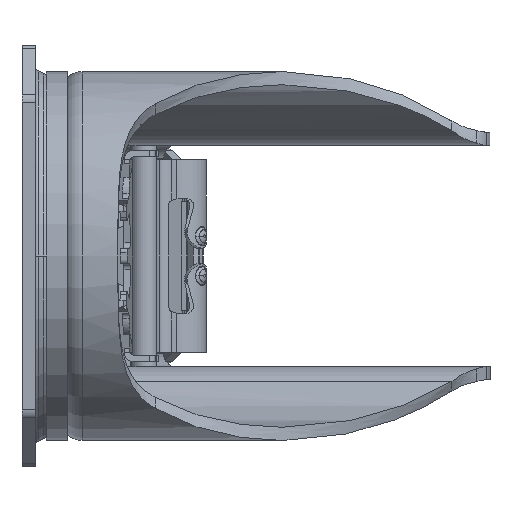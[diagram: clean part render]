
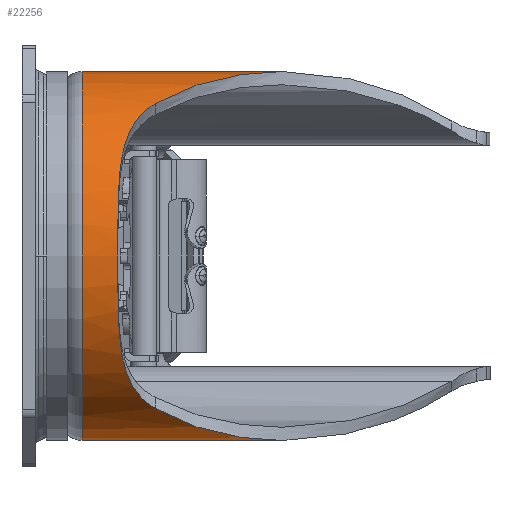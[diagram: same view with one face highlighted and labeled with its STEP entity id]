
A CAD part, left-side view. The second image highlights one B-rep face of the part: STEP entity #22256.
In plain terms, the highlighted cylindrical face has radius 35 mm (diameter 70 mm), a partial arc.
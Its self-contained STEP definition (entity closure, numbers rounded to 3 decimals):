
#34 = CARTESIAN_POINT ( 'NONE',  ( 0., -110.94, 35. ) ) ;
#115 = CARTESIAN_POINT ( 'NONE',  ( 0., -11.414, 0. ) ) ;
#246 = ORIENTED_EDGE ( 'NONE', *, *, #3674, .F. ) ;
#523 = DIRECTION ( 'NONE',  ( 0., 1., 0. ) ) ;
#633 = EDGE_LOOP ( 'NONE', ( #19946, #22343, #14779, #23513, #246, #25607, #1084 ) ) ;
#1084 = ORIENTED_EDGE ( 'NONE', *, *, #23184, .F. ) ;
#1129 = CARTESIAN_POINT ( 'NONE',  ( -27.293, -19.711, 21.972 ) ) ;
#1700 = AXIS2_PLACEMENT_3D ( 'NONE', #25100, #523, #11857 ) ;
#1995 = VERTEX_POINT ( 'NONE', #25313 ) ;
#2314 = CARTESIAN_POINT ( 'NONE',  ( -25.466, -20.575, -24.064 ) ) ;
#2704 = CARTESIAN_POINT ( 'NONE',  ( -16.516, -29.094, -30.917 ) ) ;
#3153 = EDGE_CURVE ( 'NONE', #3160, #10644, #27744, .T. ) ;
#3160 = VERTEX_POINT ( 'NONE', #17241 ) ;
#3195 = VERTEX_POINT ( 'NONE', #12899 ) ;
#3390 = VERTEX_POINT ( 'NONE', #19997 ) ;
#3450 = CARTESIAN_POINT ( 'NONE',  ( -19.742, -25.27, -28.901 ) ) ;
#3674 = EDGE_CURVE ( 'NONE', #9955, #6307, #25235, .T. ) ;
#4055 = CARTESIAN_POINT ( 'NONE',  ( -23.512, -21.77, -25.972 ) ) ;
#4080 = AXIS2_PLACEMENT_3D ( 'NONE', #115, #11013, #10740 ) ;
#4479 = CARTESIAN_POINT ( 'NONE',  ( -27.315, -19.702, -21.945 ) ) ;
#5347 = CARTESIAN_POINT ( 'NONE',  ( -19.742, -25.27, 28.901 ) ) ;
#5918 = EDGE_CURVE ( 'NONE', #3195, #9955, #27402, .T. ) ;
#6307 = VERTEX_POINT ( 'NONE', #16914 ) ;
#6711 = CARTESIAN_POINT ( 'NONE',  ( -11.361, -35.318, -33.151 ) ) ;
#7060 = FACE_OUTER_BOUND ( 'NONE', #633, .T. ) ;
#7156 = CARTESIAN_POINT ( 'NONE',  ( -7.921, -39.544, -34.141 ) ) ;
#7633 = CARTESIAN_POINT ( 'NONE',  ( -21.549, -23.326, 27.615 ) ) ;
#8129 = CARTESIAN_POINT ( 'NONE',  ( -18.154, -27.144, 29.986 ) ) ;
#9715 = EDGE_CURVE ( 'NONE', #3390, #3160, #19955, .T. ) ;
#9955 = VERTEX_POINT ( 'NONE', #20573 ) ;
#10118 = CARTESIAN_POINT ( 'NONE',  ( -33.282, -18.264, 11.02 ) ) ;
#10464 = CARTESIAN_POINT ( 'NONE',  ( 0., -49.511, 35. ) ) ;
#10644 = VERTEX_POINT ( 'NONE', #23031 ) ;
#10740 = DIRECTION ( 'NONE',  ( 0., 0., 1. ) ) ;
#11013 = DIRECTION ( 'NONE',  ( 0., -1., 0. ) ) ;
#11725 = CARTESIAN_POINT ( 'NONE',  ( -35., -18.2, 0. ) ) ;
#11857 = DIRECTION ( 'NONE',  ( 0., 0., -1. ) ) ;
#11863 = CARTESIAN_POINT ( 'NONE',  ( -34.862, -18.199, 3.804 ) ) ;
#11999 = CARTESIAN_POINT ( 'NONE',  ( -20.327, -24.58, 28.501 ) ) ;
#12398 = CARTESIAN_POINT ( 'NONE',  ( -21.552, -23.322, -27.612 ) ) ;
#12899 = CARTESIAN_POINT ( 'NONE',  ( -35., -18.2, 0. ) ) ;
#13163 = CYLINDRICAL_SURFACE ( 'NONE', #1700, 35. ) ;
#13829 = CARTESIAN_POINT ( 'NONE',  ( -13.12, -33.181, -32.5 ) ) ;
#14175 = CARTESIAN_POINT ( 'NONE',  ( -32.047, -18.404, 14.2 ) ) ;
#14287 = EDGE_CURVE ( 'NONE', #3390, #1995, #24035, .T. ) ;
#14326 = CARTESIAN_POINT ( 'NONE',  ( -23.498, -21.78, 25.984 ) ) ;
#14464 = CARTESIAN_POINT ( 'NONE',  ( -25.443, -20.587, 24.087 ) ) ;
#14779 = ORIENTED_EDGE ( 'NONE', *, *, #3153, .T. ) ;
#15241 = CARTESIAN_POINT ( 'NONE',  ( -4.569, -43.706, 34.814 ) ) ;
#16914 = CARTESIAN_POINT ( 'NONE',  ( 0., -49.511, -35. ) ) ;
#17213 = CARTESIAN_POINT ( 'NONE',  ( -33.271, -18.265, -11.052 ) ) ;
#17241 = CARTESIAN_POINT ( 'NONE',  ( 0., -11.414, 35. ) ) ;
#17397 = CARTESIAN_POINT ( 'NONE',  ( -0.004, -49.505, 35. ) ) ;
#17648 = CARTESIAN_POINT ( 'NONE',  ( -35., -18.2, -1.281 ) ) ;
#17750 = DIRECTION ( 'NONE',  ( 0., 1., 0. ) ) ;
#18045 = CARTESIAN_POINT ( 'NONE',  ( -6.24, -41.632, -34.478 ) ) ;
#18515 = CARTESIAN_POINT ( 'NONE',  ( -29.014, -19.091, 19.648 ) ) ;
#19302 = DIRECTION ( 'NONE',  ( 0., 1., 0. ) ) ;
#19564 = CARTESIAN_POINT ( 'NONE',  ( -34.242, -18.209, -7.556 ) ) ;
#19578 = VECTOR ( 'NONE', #19302, 1000. ) ;
#19813 = EDGE_CURVE ( 'NONE', #6307, #10644, #20514, .T. ) ;
#19946 = ORIENTED_EDGE ( 'NONE', *, *, #14287, .F. ) ;
#19955 = LINE ( 'NONE', #34, #28308 ) ;
#19997 = CARTESIAN_POINT ( 'NONE',  ( 0., -49.511, 35. ) ) ;
#20514 = LINE ( 'NONE', #21503, #19578 ) ;
#20520 = CARTESIAN_POINT ( 'NONE',  ( 0., -49.511, -35. ) ) ;
#20573 = CARTESIAN_POINT ( 'NONE',  ( -19.742, -25.27, -28.901 ) ) ;
#21503 = CARTESIAN_POINT ( 'NONE',  ( 0., -110.94, -35. ) ) ;
#22192 = CARTESIAN_POINT ( 'NONE',  ( -34.86, -18.199, -3.819 ) ) ;
#22256 = ADVANCED_FACE ( 'NONE', ( #7060 ), #13163, .T. ) ;
#22343 = ORIENTED_EDGE ( 'NONE', *, *, #9715, .T. ) ;
#22439 = CARTESIAN_POINT ( 'NONE',  ( -19.742, -25.27, -28.901 ) ) ;
#22579 = CARTESIAN_POINT ( 'NONE',  ( -3.01, -45.682, -34.908 ) ) ;
#22907 = CARTESIAN_POINT ( 'NONE',  ( -35., -18.2, 1.275 ) ) ;
#23031 = CARTESIAN_POINT ( 'NONE',  ( 0., -11.414, -35. ) ) ;
#23184 = EDGE_CURVE ( 'NONE', #1995, #3195, #23836, .T. ) ;
#23513 = ORIENTED_EDGE ( 'NONE', *, *, #19813, .F. ) ;
#23550 = CARTESIAN_POINT ( 'NONE',  ( -9.609, -37.447, 33.801 ) ) ;
#23696 = CARTESIAN_POINT ( 'NONE',  ( -19.742, -25.27, 28.901 ) ) ;
#23836 = B_SPLINE_CURVE_WITH_KNOTS ( 'NONE', 3,
 ( #5347, #11999, #7633, #14326, #14464, #1129, #18515, #27440, #14175, #10118, #27720, #11863, #22907, #11725 ),
 .UNSPECIFIED., .F., .F.,
 ( 4, 1, 1, 1, 1, 1, 1, 1, 1, 1, 1, 4 ),
 ( 0., 0.091, 0.182, 0.273, 0.364, 0.455, 0.545, 0.636, 0.727, 0.818, 0.909, 1. ),
 .UNSPECIFIED. ) ;
#24035 = B_SPLINE_CURVE_WITH_KNOTS ( 'NONE', 3,
 ( #10464, #17397, #28075, #15241, #23550, #24140, #8129, #23696 ),
 .UNSPECIFIED., .F., .F.,
 ( 4, 1, 1, 1, 1, 4 ),
 ( 0., 0.001, 0.251, 0.5, 0.75, 1. ),
 .UNSPECIFIED. ) ;
#24140 = CARTESIAN_POINT ( 'NONE',  ( -14.882, -31.039, 31.847 ) ) ;
#24381 = CARTESIAN_POINT ( 'NONE',  ( -30.606, -18.668, -17.072 ) ) ;
#25100 = CARTESIAN_POINT ( 'NONE',  ( 0., -110.94, 0. ) ) ;
#25235 = B_SPLINE_CURVE_WITH_KNOTS ( 'NONE', 3,
 ( #22439, #26669, #2704, #13829, #6711, #7156, #18045, #22579, #26950, #20520 ),
 .UNSPECIFIED., .F., .F.,
 ( 4, 2, 2, 2, 4 ),
 ( 0., 0.25, 0.5, 0.75, 1. ),
 .UNSPECIFIED. ) ;
#25313 = CARTESIAN_POINT ( 'NONE',  ( -19.742, -25.27, 28.901 ) ) ;
#25607 = ORIENTED_EDGE ( 'NONE', *, *, #5918, .F. ) ;
#25664 = CARTESIAN_POINT ( 'NONE',  ( -20.327, -24.579, -28.501 ) ) ;
#26573 = CARTESIAN_POINT ( 'NONE',  ( -32.039, -18.405, -14.218 ) ) ;
#26669 = CARTESIAN_POINT ( 'NONE',  ( -18.153, -27.145, -29.986 ) ) ;
#26950 = CARTESIAN_POINT ( 'NONE',  ( -1.461, -47.644, -35. ) ) ;
#27402 = B_SPLINE_CURVE_WITH_KNOTS ( 'NONE', 3,
 ( #28742, #17648, #22192, #19564, #17213, #26573, #24381, #28452, #4479, #2314, #4055, #12398, #25664, #3450 ),
 .UNSPECIFIED., .F., .F.,
 ( 4, 1, 1, 1, 1, 1, 1, 1, 1, 1, 1, 4 ),
 ( 0., 0.091, 0.182, 0.273, 0.364, 0.455, 0.545, 0.636, 0.727, 0.818, 0.909, 1. ),
 .UNSPECIFIED. ) ;
#27440 = CARTESIAN_POINT ( 'NONE',  ( -30.604, -18.668, 17.077 ) ) ;
#27720 = CARTESIAN_POINT ( 'NONE',  ( -34.248, -18.209, 7.527 ) ) ;
#27744 = CIRCLE ( 'NONE', #4080, 35. ) ;
#28075 = CARTESIAN_POINT ( 'NONE',  ( -1.469, -47.634, 35. ) ) ;
#28308 = VECTOR ( 'NONE', #17750, 1000. ) ;
#28452 = CARTESIAN_POINT ( 'NONE',  ( -29.028, -19.087, -19.628 ) ) ;
#28742 = CARTESIAN_POINT ( 'NONE',  ( -35., -18.2, 0. ) ) ;
